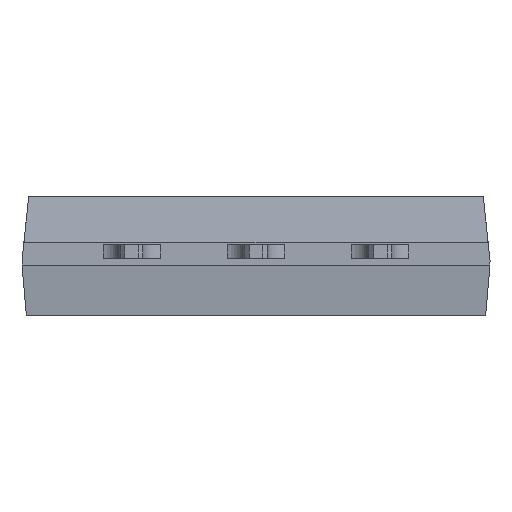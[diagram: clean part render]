
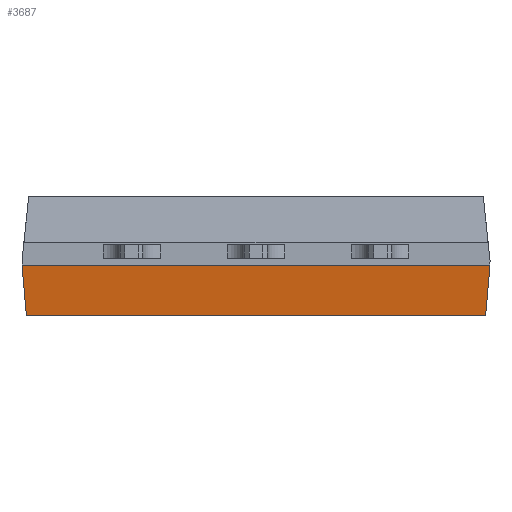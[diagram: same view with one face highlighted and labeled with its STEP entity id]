
A CAD part, front view. The second image highlights one B-rep face of the part: STEP entity #3687.
In plain terms, the highlighted planar face has unit normal (0, -0.993, -0.122).
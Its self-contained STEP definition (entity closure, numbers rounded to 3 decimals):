
#165 = FACE_OUTER_BOUND ( 'NONE', #2853, .T. ) ;
#299 = CARTESIAN_POINT ( 'NONE',  ( -23.16, -5.871, -0.921 ) ) ;
#393 = ORIENTED_EDGE ( 'NONE', *, *, #1561, .F. ) ;
#429 = CARTESIAN_POINT ( 'NONE',  ( -23.24, -5.984, 0. ) ) ;
#602 = VECTOR ( 'NONE', #5660, 1000. ) ;
#1001 = CARTESIAN_POINT ( 'NONE',  ( -23.433, -6.254, 2.2 ) ) ;
#1026 = DIRECTION ( 'NONE',  ( 0., 0.993, 0.122 ) ) ;
#1144 = CARTESIAN_POINT ( 'NONE',  ( -23.433, -5.984, 0. ) ) ;
#1337 = VECTOR ( 'NONE', #5930, 1000. ) ;
#1383 = VERTEX_POINT ( 'NONE', #429 ) ;
#1490 = LINE ( 'NONE', #1144, #1337 ) ;
#1561 = EDGE_CURVE ( 'NONE', #6547, #1383, #1490, .T. ) ;
#1771 = ORIENTED_EDGE ( 'NONE', *, *, #5751, .F. ) ;
#2202 = ORIENTED_EDGE ( 'NONE', *, *, #5714, .F. ) ;
#2373 = VERTEX_POINT ( 'NONE', #3542 ) ;
#2853 = EDGE_LOOP ( 'NONE', ( #5885, #393, #1771, #2202 ) ) ;
#3405 = LINE ( 'NONE', #3571, #602 ) ;
#3420 = CARTESIAN_POINT ( 'NONE',  ( -23.433, -6.254, 2.2 ) ) ;
#3542 = CARTESIAN_POINT ( 'NONE',  ( -2.933, -6.254, 2.2 ) ) ;
#3571 = CARTESIAN_POINT ( 'NONE',  ( -3.206, -5.871, -0.921 ) ) ;
#3640 = VECTOR ( 'NONE', #4002, 1000. ) ;
#3661 = AXIS2_PLACEMENT_3D ( 'NONE', #1001, #1026, #4690 ) ;
#3687 = ADVANCED_FACE ( 'NONE', ( #165 ), #5720, .F. ) ;
#4002 = DIRECTION ( 'NONE',  ( -0.087, -0.121, 0.989 ) ) ;
#4412 = CARTESIAN_POINT ( 'NONE',  ( -23.433, -6.254, 2.2 ) ) ;
#4456 = DIRECTION ( 'NONE',  ( 1., 0., 0. ) ) ;
#4690 = DIRECTION ( 'NONE',  ( 0., -0.122, 0.993 ) ) ;
#5016 = LINE ( 'NONE', #299, #3640 ) ;
#5100 = LINE ( 'NONE', #3420, #6352 ) ;
#5559 = CARTESIAN_POINT ( 'NONE',  ( -3.125, -5.984, 0. ) ) ;
#5660 = DIRECTION ( 'NONE',  ( -0.087, 0.121, -0.989 ) ) ;
#5683 = VERTEX_POINT ( 'NONE', #4412 ) ;
#5714 = EDGE_CURVE ( 'NONE', #5683, #2373, #5100, .T. ) ;
#5720 = PLANE ( 'NONE',  #3661 ) ;
#5751 = EDGE_CURVE ( 'NONE', #2373, #6547, #3405, .T. ) ;
#5885 = ORIENTED_EDGE ( 'NONE', *, *, #6040, .F. ) ;
#5930 = DIRECTION ( 'NONE',  ( -1., 0., 0. ) ) ;
#6040 = EDGE_CURVE ( 'NONE', #1383, #5683, #5016, .T. ) ;
#6352 = VECTOR ( 'NONE', #4456, 1000. ) ;
#6547 = VERTEX_POINT ( 'NONE', #5559 ) ;
